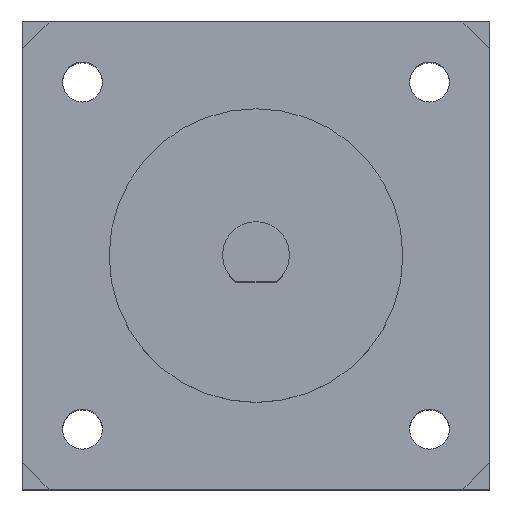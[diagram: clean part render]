
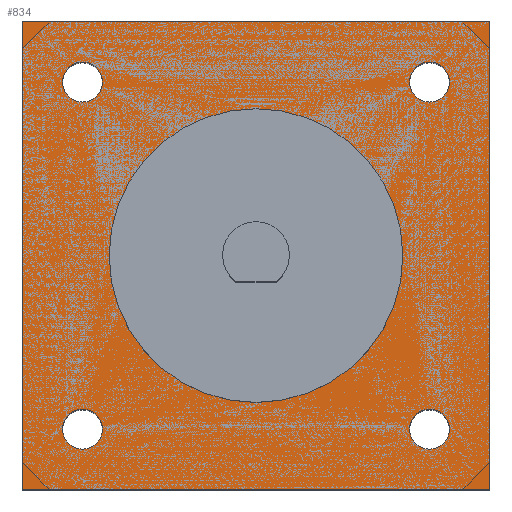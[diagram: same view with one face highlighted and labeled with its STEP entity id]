
A CAD part, top view. The second image highlights one B-rep face of the part: STEP entity #834.
In plain terms, the highlighted planar face has unit normal (0, 0, 1).
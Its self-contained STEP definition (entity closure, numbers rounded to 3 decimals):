
#213 = PLANE('',#214);
#214 = AXIS2_PLACEMENT_3D('',#215,#216,#217);
#215 = CARTESIAN_POINT('',(-17.5,17.5,0.));
#216 = DIRECTION('',(0.,1.,0.));
#217 = DIRECTION('',(1.,0.,0.));
#241 = PLANE('',#242);
#242 = AXIS2_PLACEMENT_3D('',#243,#244,#245);
#243 = CARTESIAN_POINT('',(-17.5,-17.5,0.));
#244 = DIRECTION('',(-1.,0.,0.));
#245 = DIRECTION('',(0.,1.,0.));
#269 = PLANE('',#270);
#270 = AXIS2_PLACEMENT_3D('',#271,#272,#273);
#271 = CARTESIAN_POINT('',(17.5,-17.5,0.));
#272 = DIRECTION('',(0.,-1.,0.));
#273 = DIRECTION('',(-1.,0.,0.));
#295 = PLANE('',#296);
#296 = AXIS2_PLACEMENT_3D('',#297,#298,#299);
#297 = CARTESIAN_POINT('',(17.5,17.5,0.));
#298 = DIRECTION('',(1.,0.,0.));
#299 = DIRECTION('',(0.,-1.,0.));
#326 = CYLINDRICAL_SURFACE('',#327,1.5);
#327 = AXIS2_PLACEMENT_3D('',#328,#329,#330);
#328 = CARTESIAN_POINT('',(-13.,-13.,0.));
#329 = DIRECTION('',(-0.,-0.,-1.));
#330 = DIRECTION('',(1.,0.,0.));
#357 = CYLINDRICAL_SURFACE('',#358,1.5);
#358 = AXIS2_PLACEMENT_3D('',#359,#360,#361);
#359 = CARTESIAN_POINT('',(13.,-13.,0.));
#360 = DIRECTION('',(-0.,-0.,-1.));
#361 = DIRECTION('',(1.,0.,0.));
#388 = CYLINDRICAL_SURFACE('',#389,1.5);
#389 = AXIS2_PLACEMENT_3D('',#390,#391,#392);
#390 = CARTESIAN_POINT('',(13.,13.,0.));
#391 = DIRECTION('',(-0.,-0.,-1.));
#392 = DIRECTION('',(1.,0.,0.));
#419 = CYLINDRICAL_SURFACE('',#420,1.5);
#420 = AXIS2_PLACEMENT_3D('',#421,#422,#423);
#421 = CARTESIAN_POINT('',(-13.,13.,0.));
#422 = DIRECTION('',(-0.,-0.,-1.));
#423 = DIRECTION('',(1.,0.,0.));
#438 = VERTEX_POINT('',#439);
#439 = CARTESIAN_POINT('',(-17.5,17.5,33.));
#460 = EDGE_CURVE('',#438,#461,#463,.T.);
#461 = VERTEX_POINT('',#462);
#462 = CARTESIAN_POINT('',(17.5,17.5,33.));
#463 = SURFACE_CURVE('',#464,(#468,#475),.PCURVE_S1.);
#464 = LINE('',#465,#466);
#465 = CARTESIAN_POINT('',(-17.5,17.5,33.));
#466 = VECTOR('',#467,1.);
#467 = DIRECTION('',(1.,0.,0.));
#468 = PCURVE('',#213,#469);
#469 = DEFINITIONAL_REPRESENTATION('',(#470),#474);
#470 = LINE('',#471,#472);
#471 = CARTESIAN_POINT('',(0.,-33.));
#472 = VECTOR('',#473,1.);
#473 = DIRECTION('',(1.,0.));
#474 = ( GEOMETRIC_REPRESENTATION_CONTEXT(2) 
PARAMETRIC_REPRESENTATION_CONTEXT() REPRESENTATION_CONTEXT('2D SPACE',''
  ) );
#475 = PCURVE('',#476,#481);
#476 = PLANE('',#477);
#477 = AXIS2_PLACEMENT_3D('',#478,#479,#480);
#478 = CARTESIAN_POINT('',(-17.5,17.5,33.));
#479 = DIRECTION('',(0.,0.,1.));
#480 = DIRECTION('',(1.,0.,0.));
#481 = DEFINITIONAL_REPRESENTATION('',(#482),#486);
#482 = LINE('',#483,#484);
#483 = CARTESIAN_POINT('',(0.,0.));
#484 = VECTOR('',#485,1.);
#485 = DIRECTION('',(1.,0.));
#486 = ( GEOMETRIC_REPRESENTATION_CONTEXT(2) 
PARAMETRIC_REPRESENTATION_CONTEXT() REPRESENTATION_CONTEXT('2D SPACE',''
  ) );
#514 = VERTEX_POINT('',#515);
#515 = CARTESIAN_POINT('',(-17.5,-17.5,33.));
#536 = EDGE_CURVE('',#514,#438,#537,.T.);
#537 = SURFACE_CURVE('',#538,(#542,#549),.PCURVE_S1.);
#538 = LINE('',#539,#540);
#539 = CARTESIAN_POINT('',(-17.5,-17.5,33.));
#540 = VECTOR('',#541,1.);
#541 = DIRECTION('',(0.,1.,0.));
#542 = PCURVE('',#241,#543);
#543 = DEFINITIONAL_REPRESENTATION('',(#544),#548);
#544 = LINE('',#545,#546);
#545 = CARTESIAN_POINT('',(0.,-33.));
#546 = VECTOR('',#547,1.);
#547 = DIRECTION('',(1.,0.));
#548 = ( GEOMETRIC_REPRESENTATION_CONTEXT(2) 
PARAMETRIC_REPRESENTATION_CONTEXT() REPRESENTATION_CONTEXT('2D SPACE',''
  ) );
#549 = PCURVE('',#476,#550);
#550 = DEFINITIONAL_REPRESENTATION('',(#551),#555);
#551 = LINE('',#552,#553);
#552 = CARTESIAN_POINT('',(0.,-35.));
#553 = VECTOR('',#554,1.);
#554 = DIRECTION('',(0.,1.));
#555 = ( GEOMETRIC_REPRESENTATION_CONTEXT(2) 
PARAMETRIC_REPRESENTATION_CONTEXT() REPRESENTATION_CONTEXT('2D SPACE',''
  ) );
#563 = EDGE_CURVE('',#461,#564,#566,.T.);
#564 = VERTEX_POINT('',#565);
#565 = CARTESIAN_POINT('',(17.5,-17.5,33.));
#566 = SURFACE_CURVE('',#567,(#571,#578),.PCURVE_S1.);
#567 = LINE('',#568,#569);
#568 = CARTESIAN_POINT('',(17.5,17.5,33.));
#569 = VECTOR('',#570,1.);
#570 = DIRECTION('',(0.,-1.,0.));
#571 = PCURVE('',#295,#572);
#572 = DEFINITIONAL_REPRESENTATION('',(#573),#577);
#573 = LINE('',#574,#575);
#574 = CARTESIAN_POINT('',(0.,-33.));
#575 = VECTOR('',#576,1.);
#576 = DIRECTION('',(1.,0.));
#577 = ( GEOMETRIC_REPRESENTATION_CONTEXT(2) 
PARAMETRIC_REPRESENTATION_CONTEXT() REPRESENTATION_CONTEXT('2D SPACE',''
  ) );
#578 = PCURVE('',#476,#579);
#579 = DEFINITIONAL_REPRESENTATION('',(#580),#584);
#580 = LINE('',#581,#582);
#581 = CARTESIAN_POINT('',(35.,0.));
#582 = VECTOR('',#583,1.);
#583 = DIRECTION('',(0.,-1.));
#584 = ( GEOMETRIC_REPRESENTATION_CONTEXT(2) 
PARAMETRIC_REPRESENTATION_CONTEXT() REPRESENTATION_CONTEXT('2D SPACE',''
  ) );
#612 = EDGE_CURVE('',#564,#514,#613,.T.);
#613 = SURFACE_CURVE('',#614,(#618,#625),.PCURVE_S1.);
#614 = LINE('',#615,#616);
#615 = CARTESIAN_POINT('',(17.5,-17.5,33.));
#616 = VECTOR('',#617,1.);
#617 = DIRECTION('',(-1.,0.,0.));
#618 = PCURVE('',#269,#619);
#619 = DEFINITIONAL_REPRESENTATION('',(#620),#624);
#620 = LINE('',#621,#622);
#621 = CARTESIAN_POINT('',(0.,-33.));
#622 = VECTOR('',#623,1.);
#623 = DIRECTION('',(1.,0.));
#624 = ( GEOMETRIC_REPRESENTATION_CONTEXT(2) 
PARAMETRIC_REPRESENTATION_CONTEXT() REPRESENTATION_CONTEXT('2D SPACE',''
  ) );
#625 = PCURVE('',#476,#626);
#626 = DEFINITIONAL_REPRESENTATION('',(#627),#631);
#627 = LINE('',#628,#629);
#628 = CARTESIAN_POINT('',(35.,-35.));
#629 = VECTOR('',#630,1.);
#630 = DIRECTION('',(-1.,0.));
#631 = ( GEOMETRIC_REPRESENTATION_CONTEXT(2) 
PARAMETRIC_REPRESENTATION_CONTEXT() REPRESENTATION_CONTEXT('2D SPACE',''
  ) );
#639 = VERTEX_POINT('',#640);
#640 = CARTESIAN_POINT('',(-11.5,-13.,33.));
#661 = EDGE_CURVE('',#639,#639,#662,.T.);
#662 = SURFACE_CURVE('',#663,(#668,#675),.PCURVE_S1.);
#663 = CIRCLE('',#664,1.5);
#664 = AXIS2_PLACEMENT_3D('',#665,#666,#667);
#665 = CARTESIAN_POINT('',(-13.,-13.,33.));
#666 = DIRECTION('',(0.,0.,1.));
#667 = DIRECTION('',(1.,0.,0.));
#668 = PCURVE('',#326,#669);
#669 = DEFINITIONAL_REPRESENTATION('',(#670),#674);
#670 = LINE('',#671,#672);
#671 = CARTESIAN_POINT('',(-0.,-33.));
#672 = VECTOR('',#673,1.);
#673 = DIRECTION('',(-1.,0.));
#674 = ( GEOMETRIC_REPRESENTATION_CONTEXT(2) 
PARAMETRIC_REPRESENTATION_CONTEXT() REPRESENTATION_CONTEXT('2D SPACE',''
  ) );
#675 = PCURVE('',#476,#676);
#676 = DEFINITIONAL_REPRESENTATION('',(#677),#681);
#677 = CIRCLE('',#678,1.5);
#678 = AXIS2_PLACEMENT_2D('',#679,#680);
#679 = CARTESIAN_POINT('',(4.5,-30.5));
#680 = DIRECTION('',(1.,0.));
#681 = ( GEOMETRIC_REPRESENTATION_CONTEXT(2) 
PARAMETRIC_REPRESENTATION_CONTEXT() REPRESENTATION_CONTEXT('2D SPACE',''
  ) );
#689 = VERTEX_POINT('',#690);
#690 = CARTESIAN_POINT('',(14.5,-13.,33.));
#711 = EDGE_CURVE('',#689,#689,#712,.T.);
#712 = SURFACE_CURVE('',#713,(#718,#725),.PCURVE_S1.);
#713 = CIRCLE('',#714,1.5);
#714 = AXIS2_PLACEMENT_3D('',#715,#716,#717);
#715 = CARTESIAN_POINT('',(13.,-13.,33.));
#716 = DIRECTION('',(0.,0.,1.));
#717 = DIRECTION('',(1.,0.,0.));
#718 = PCURVE('',#357,#719);
#719 = DEFINITIONAL_REPRESENTATION('',(#720),#724);
#720 = LINE('',#721,#722);
#721 = CARTESIAN_POINT('',(-0.,-33.));
#722 = VECTOR('',#723,1.);
#723 = DIRECTION('',(-1.,0.));
#724 = ( GEOMETRIC_REPRESENTATION_CONTEXT(2) 
PARAMETRIC_REPRESENTATION_CONTEXT() REPRESENTATION_CONTEXT('2D SPACE',''
  ) );
#725 = PCURVE('',#476,#726);
#726 = DEFINITIONAL_REPRESENTATION('',(#727),#731);
#727 = CIRCLE('',#728,1.5);
#728 = AXIS2_PLACEMENT_2D('',#729,#730);
#729 = CARTESIAN_POINT('',(30.5,-30.5));
#730 = DIRECTION('',(1.,0.));
#731 = ( GEOMETRIC_REPRESENTATION_CONTEXT(2) 
PARAMETRIC_REPRESENTATION_CONTEXT() REPRESENTATION_CONTEXT('2D SPACE',''
  ) );
#739 = VERTEX_POINT('',#740);
#740 = CARTESIAN_POINT('',(14.5,13.,33.));
#761 = EDGE_CURVE('',#739,#739,#762,.T.);
#762 = SURFACE_CURVE('',#763,(#768,#775),.PCURVE_S1.);
#763 = CIRCLE('',#764,1.5);
#764 = AXIS2_PLACEMENT_3D('',#765,#766,#767);
#765 = CARTESIAN_POINT('',(13.,13.,33.));
#766 = DIRECTION('',(0.,0.,1.));
#767 = DIRECTION('',(1.,0.,0.));
#768 = PCURVE('',#388,#769);
#769 = DEFINITIONAL_REPRESENTATION('',(#770),#774);
#770 = LINE('',#771,#772);
#771 = CARTESIAN_POINT('',(-0.,-33.));
#772 = VECTOR('',#773,1.);
#773 = DIRECTION('',(-1.,0.));
#774 = ( GEOMETRIC_REPRESENTATION_CONTEXT(2) 
PARAMETRIC_REPRESENTATION_CONTEXT() REPRESENTATION_CONTEXT('2D SPACE',''
  ) );
#775 = PCURVE('',#476,#776);
#776 = DEFINITIONAL_REPRESENTATION('',(#777),#781);
#777 = CIRCLE('',#778,1.5);
#778 = AXIS2_PLACEMENT_2D('',#779,#780);
#779 = CARTESIAN_POINT('',(30.5,-4.5));
#780 = DIRECTION('',(1.,0.));
#781 = ( GEOMETRIC_REPRESENTATION_CONTEXT(2) 
PARAMETRIC_REPRESENTATION_CONTEXT() REPRESENTATION_CONTEXT('2D SPACE',''
  ) );
#789 = VERTEX_POINT('',#790);
#790 = CARTESIAN_POINT('',(-11.5,13.,33.));
#811 = EDGE_CURVE('',#789,#789,#812,.T.);
#812 = SURFACE_CURVE('',#813,(#818,#825),.PCURVE_S1.);
#813 = CIRCLE('',#814,1.5);
#814 = AXIS2_PLACEMENT_3D('',#815,#816,#817);
#815 = CARTESIAN_POINT('',(-13.,13.,33.));
#816 = DIRECTION('',(0.,0.,1.));
#817 = DIRECTION('',(1.,0.,0.));
#818 = PCURVE('',#419,#819);
#819 = DEFINITIONAL_REPRESENTATION('',(#820),#824);
#820 = LINE('',#821,#822);
#821 = CARTESIAN_POINT('',(-0.,-33.));
#822 = VECTOR('',#823,1.);
#823 = DIRECTION('',(-1.,0.));
#824 = ( GEOMETRIC_REPRESENTATION_CONTEXT(2) 
PARAMETRIC_REPRESENTATION_CONTEXT() REPRESENTATION_CONTEXT('2D SPACE',''
  ) );
#825 = PCURVE('',#476,#826);
#826 = DEFINITIONAL_REPRESENTATION('',(#827),#831);
#827 = CIRCLE('',#828,1.5);
#828 = AXIS2_PLACEMENT_2D('',#829,#830);
#829 = CARTESIAN_POINT('',(4.5,-4.5));
#830 = DIRECTION('',(1.,0.));
#831 = ( GEOMETRIC_REPRESENTATION_CONTEXT(2) 
PARAMETRIC_REPRESENTATION_CONTEXT() REPRESENTATION_CONTEXT('2D SPACE',''
  ) );
#834 = ADVANCED_FACE('',(#835,#841,#844,#847,#850,#853),#476,.T.);
#835 = FACE_BOUND('',#836,.T.);
#836 = EDGE_LOOP('',(#837,#838,#839,#840));
#837 = ORIENTED_EDGE('',*,*,#460,.F.);
#838 = ORIENTED_EDGE('',*,*,#536,.F.);
#839 = ORIENTED_EDGE('',*,*,#612,.F.);
#840 = ORIENTED_EDGE('',*,*,#563,.F.);
#841 = FACE_BOUND('',#842,.T.);
#842 = EDGE_LOOP('',(#843));
#843 = ORIENTED_EDGE('',*,*,#661,.F.);
#844 = FACE_BOUND('',#845,.T.);
#845 = EDGE_LOOP('',(#846));
#846 = ORIENTED_EDGE('',*,*,#711,.F.);
#847 = FACE_BOUND('',#848,.T.);
#848 = EDGE_LOOP('',(#849));
#849 = ORIENTED_EDGE('',*,*,#761,.F.);
#850 = FACE_BOUND('',#851,.T.);
#851 = EDGE_LOOP('',(#852));
#852 = ORIENTED_EDGE('',*,*,#811,.F.);
#853 = FACE_BOUND('',#854,.T.);
#854 = EDGE_LOOP('',(#855));
#855 = ORIENTED_EDGE('',*,*,#856,.F.);
#856 = EDGE_CURVE('',#857,#857,#859,.T.);
#857 = VERTEX_POINT('',#858);
#858 = CARTESIAN_POINT('',(11.,0.,33.));
#859 = SURFACE_CURVE('',#860,(#865,#872),.PCURVE_S1.);
#860 = CIRCLE('',#861,11.);
#861 = AXIS2_PLACEMENT_3D('',#862,#863,#864);
#862 = CARTESIAN_POINT('',(0.,0.,33.));
#863 = DIRECTION('',(0.,0.,1.));
#864 = DIRECTION('',(1.,0.,0.));
#865 = PCURVE('',#476,#866);
#866 = DEFINITIONAL_REPRESENTATION('',(#867),#871);
#867 = CIRCLE('',#868,11.);
#868 = AXIS2_PLACEMENT_2D('',#869,#870);
#869 = CARTESIAN_POINT('',(17.5,-17.5));
#870 = DIRECTION('',(1.,0.));
#871 = ( GEOMETRIC_REPRESENTATION_CONTEXT(2) 
PARAMETRIC_REPRESENTATION_CONTEXT() REPRESENTATION_CONTEXT('2D SPACE',''
  ) );
#872 = PCURVE('',#873,#878);
#873 = CYLINDRICAL_SURFACE('',#874,11.);
#874 = AXIS2_PLACEMENT_3D('',#875,#876,#877);
#875 = CARTESIAN_POINT('',(0.,0.,33.));
#876 = DIRECTION('',(-0.,-0.,-1.));
#877 = DIRECTION('',(1.,0.,0.));
#878 = DEFINITIONAL_REPRESENTATION('',(#879),#883);
#879 = LINE('',#880,#881);
#880 = CARTESIAN_POINT('',(-0.,0.));
#881 = VECTOR('',#882,1.);
#882 = DIRECTION('',(-1.,0.));
#883 = ( GEOMETRIC_REPRESENTATION_CONTEXT(2) 
PARAMETRIC_REPRESENTATION_CONTEXT() REPRESENTATION_CONTEXT('2D SPACE',''
  ) );
